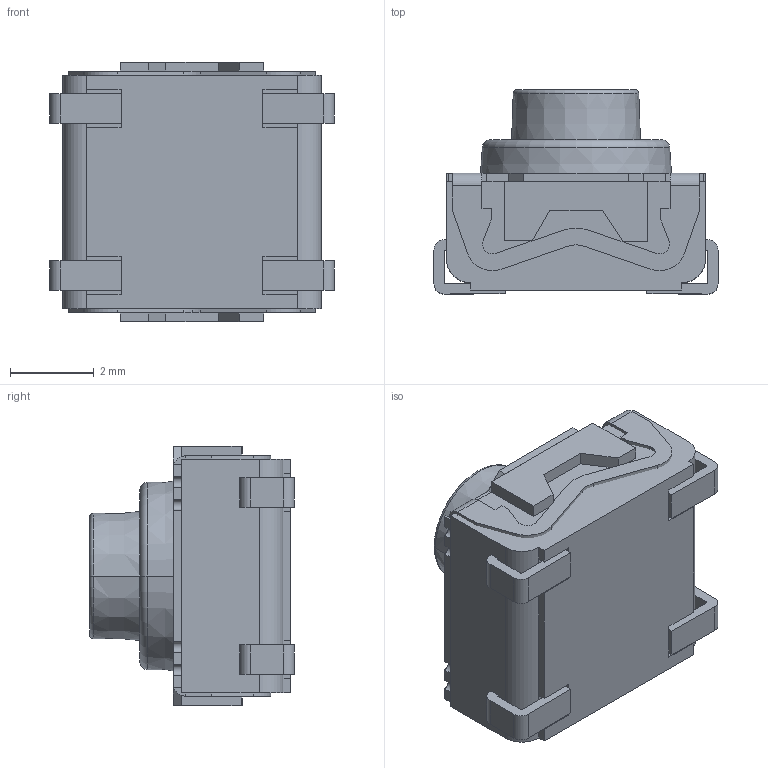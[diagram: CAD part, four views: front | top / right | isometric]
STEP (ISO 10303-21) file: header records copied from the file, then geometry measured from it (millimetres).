
FILE_DESCRIPTION (( 'STEP AP214' ), '1' );
FILE_NAME ('T6VJ11GQR.STEP', '2024-10-30T09:07:48', ( '' ), ( '' ), 'SwSTEP 2.0', 'SolidWorks 2021', '' );
FILE_SCHEMA (( 'AUTOMOTIVE_DESIGN' ));
Length unit declared in the file: millimetre
Products named in the file (1): T6VJ11GQR
Bounding box: 6.8 x 4.9 x 6.2 mm (x, y, z)
Volume: 120.1 mm3; surface area: 251.8 mm2
Topology: 6 solids, 6 shells, 252 faces, 671 edges, 429 vertices
Faces by surface type: plane 181, cylinder 55, torus 10, cone 6
Entity records: 8518 total; most frequent: CARTESIAN_POINT 1351, ORIENTED_EDGE 1338, DIRECTION 1313, EDGE_CURVE 669, LINE 531, VECTOR 531, VERTEX_POINT 429, AXIS2_PLACEMENT_3D 391
